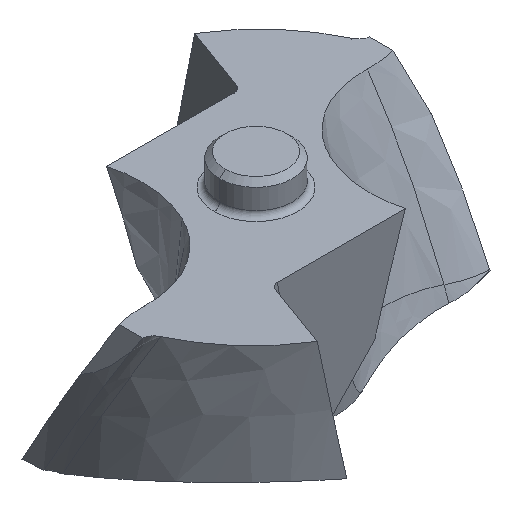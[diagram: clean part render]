
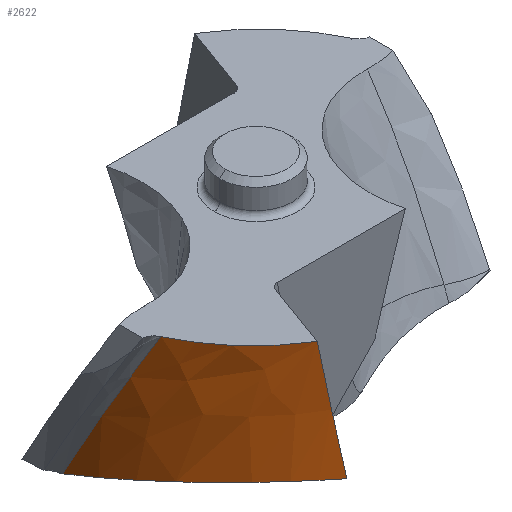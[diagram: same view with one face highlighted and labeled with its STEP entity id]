
A CAD part, isometric view. The second image highlights one B-rep face of the part: STEP entity #2622.
In plain terms, the highlighted free-form (B-spline) face has degree [3, 3] with [7, 5] control points.
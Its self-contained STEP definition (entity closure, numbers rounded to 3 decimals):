
#244=CARTESIAN_POINT('',(-2.796,-4.465,
0.));
#245=CARTESIAN_POINT('',(-3.149,-4.251,
0.));
#246=CARTESIAN_POINT('',(-3.958,-3.619,
0.));
#247=CARTESIAN_POINT('',(-4.554,-2.772,
0.));
#248=CARTESIAN_POINT('',(-4.811,-2.223,
0.));
#551=CARTESIAN_POINT('',(-5.301,-0.037,
-4.083));
#552=CARTESIAN_POINT('',(-5.3,-0.223,
-4.011));
#553=CARTESIAN_POINT('',(-5.279,-0.584,
-3.879));
#554=CARTESIAN_POINT('',(-5.195,-1.099,
-3.71));
#555=CARTESIAN_POINT('',(-5.067,-1.58,
-3.57));
#556=CARTESIAN_POINT('',(-4.899,-2.042,
-3.453));
#557=CARTESIAN_POINT('',(-4.641,-2.566,
-3.343));
#558=CARTESIAN_POINT('',(-4.341,-3.032,
-3.272));
#559=CARTESIAN_POINT('',(-4.009,-3.448,
-3.232));
#560=CARTESIAN_POINT('',(-3.631,-3.834,
-3.22));
#561=CARTESIAN_POINT('',(-3.203,-4.187,
-3.239));
#562=CARTESIAN_POINT('',(-2.75,-4.488,
-3.287));
#563=CARTESIAN_POINT('',(-2.428,-4.658,
-3.339));
#564=CARTESIAN_POINT('',(-2.262,-4.736,
-3.369));
#1017=CARTESIAN_POINT('',(-5.301,-0.037,
-4.083));
#1051=CARTESIAN_POINT('',(-5.301,-0.037,
-4.083));
#1052=CARTESIAN_POINT('',(-5.303,-0.463,
-3.284));
#1053=CARTESIAN_POINT('',(-5.21,-1.204,
-1.923));
#1054=CARTESIAN_POINT('',(-4.947,-1.93,
-0.562));
#1055=CARTESIAN_POINT('',(-4.811,-2.223,
0.));
#1060=CARTESIAN_POINT('',(-2.262,-4.736,
-3.369));
#1061=CARTESIAN_POINT('',(-2.28,-4.721,
-3.245));
#1062=CARTESIAN_POINT('',(-2.318,-4.691,
-2.987));
#1063=CARTESIAN_POINT('',(-2.378,-4.649,
-2.582));
#1064=CARTESIAN_POINT('',(-2.451,-4.607,
-2.115));
#1065=CARTESIAN_POINT('',(-2.518,-4.573,
-1.687));
#1066=CARTESIAN_POINT('',(-2.579,-4.546,
-1.311));
#1067=CARTESIAN_POINT('',(-2.646,-4.519,
-0.902));
#1068=CARTESIAN_POINT('',(-2.718,-4.492,
-0.467));
#1069=CARTESIAN_POINT('',(-2.769,-4.474,
-0.159));
#1070=CARTESIAN_POINT('',(-2.796,-4.465,
0.));
#1347=CARTESIAN_POINT('',(-2.796,-4.465,
0.));
#1348=VERTEX_POINT('',#1347);
#1349=VERTEX_POINT('',#248);
#1380=VERTEX_POINT('',#1017);
#1381=VERTEX_POINT('',#564);
#2579=CARTESIAN_POINT('',(-2.472,-4.684,
-4.124));
#2580=CARTESIAN_POINT('',(-2.156,-4.785,
-3.311));
#2581=CARTESIAN_POINT('',(-1.514,-4.976,
-1.924));
#2582=CARTESIAN_POINT('',(-0.697,-5.151,
-0.536));
#2583=CARTESIAN_POINT('',(-0.33,-5.216,
0.039));
#2584=CARTESIAN_POINT('',(-2.526,-4.655,
-4.124));
#2585=CARTESIAN_POINT('',(-2.211,-4.762,
-3.311));
#2586=CARTESIAN_POINT('',(-1.571,-4.961,
-1.924));
#2587=CARTESIAN_POINT('',(-0.756,-5.145,
-0.536));
#2588=CARTESIAN_POINT('',(-0.389,-5.213,
0.039));
#2589=CARTESIAN_POINT('',(-3.12,-4.33,
-4.124));
#2590=CARTESIAN_POINT('',(-2.819,-4.492,
-3.311));
#2591=CARTESIAN_POINT('',(-2.203,-4.786,
-1.924));
#2592=CARTESIAN_POINT('',(-1.412,-5.064,
-0.536));
#2593=CARTESIAN_POINT('',(-1.055,-5.172,
0.039));
#2594=CARTESIAN_POINT('',(-4.131,-3.489,
-4.124));
#2595=CARTESIAN_POINT('',(-3.877,-3.752,
-3.311));
#2596=CARTESIAN_POINT('',(-3.341,-4.218,
-1.924));
#2597=CARTESIAN_POINT('',(-2.63,-4.668,
-0.536));
#2598=CARTESIAN_POINT('',(-2.307,-4.847,
0.039));
#2599=CARTESIAN_POINT('',(-5.087,-1.849,
-4.124));
#2600=CARTESIAN_POINT('',(-4.946,-2.225,
-3.311));
#2601=CARTESIAN_POINT('',(-4.604,-2.884,
-1.924));
#2602=CARTESIAN_POINT('',(-4.087,-3.528,
-0.536));
#2603=CARTESIAN_POINT('',(-3.844,-3.786,
0.039));
#2604=CARTESIAN_POINT('',(-5.305,-0.595,
-4.124));
#2605=CARTESIAN_POINT('',(-5.262,-1.016,
-3.311));
#2606=CARTESIAN_POINT('',(-5.088,-1.751,
-1.924));
#2607=CARTESIAN_POINT('',(-4.738,-2.47,
-0.536));
#2608=CARTESIAN_POINT('',(-4.564,-2.761,
0.039));
#2609=CARTESIAN_POINT('',(-5.3,0.041,
-4.124));
#2610=CARTESIAN_POINT('',(-5.31,-0.393,
-3.311));
#2611=CARTESIAN_POINT('',(-5.224,-1.151,
-1.924));
#2612=CARTESIAN_POINT('',(-4.963,-1.893,
-0.536));
#2613=CARTESIAN_POINT('',(-4.825,-2.193,
0.039));
#2614=B_SPLINE_SURFACE_WITH_KNOTS('',3,3,((#2579,#2580,#2581,#2582,#2583),
(#2584,#2585,#2586,#2587,#2588),(#2589,#2590,#2591,#2592,#2593),(#2594,#2595,
#2596,#2597,#2598),(#2599,#2600,#2601,#2602,#2603),(#2604,#2605,#2606,#2607,
#2608),(#2609,#2610,#2611,#2612,#2613)),.UNSPECIFIED.,.F.,.F.,.F.,(4,1,1,1,4),
(4,1,4),(0.225,0.25,0.5,0.75,1.008),(
0.065,2.879,4.871),.UNSPECIFIED.);
#2615=ORIENTED_EDGE('',*,*,#1973,.F.);
#2616=ORIENTED_EDGE('',*,*,#2570,.T.);
#2617=ORIENTED_EDGE('',*,*,#1630,.F.);
#2619=ORIENTED_EDGE('',*,*,#2618,.F.);
#2620=EDGE_LOOP('',(#2615,#2616,#2617,#2619));
#2621=FACE_OUTER_BOUND('',#2620,.F.);
#249=B_SPLINE_CURVE_WITH_KNOTS('',3,(#244,#245,#246,#247,#248),.UNSPECIFIED.,
.F.,.F.,(4,1,4),(0.,0.405,1.),.UNSPECIFIED.);
#565=B_SPLINE_CURVE_WITH_KNOTS('',3,(#551,#552,#553,#554,#555,#556,#557,#558,
#559,#560,#561,#562,#563,#564),.UNSPECIFIED.,.F.,.F.,(4,1,1,1,1,1,1,1,1,1,1,4),(
0.,0.091,0.182,0.273,0.364,
0.455,0.545,0.636,0.727,
0.818,0.909,1.),.UNSPECIFIED.);
#1056=B_SPLINE_CURVE_WITH_KNOTS('',3,(#1051,#1052,#1053,#1054,#1055),
.UNSPECIFIED.,.F.,.F.,(4,1,4),(0.,0.587,1.),.UNSPECIFIED.);
#1071=B_SPLINE_CURVE_WITH_KNOTS('',3,(#1060,#1061,#1062,#1063,#1064,#1065,#1066,
#1067,#1068,#1069,#1070),.UNSPECIFIED.,.F.,.F.,(4,1,1,1,1,1,1,1,4),(0.,
0.125,0.25,0.375,0.5,0.625,0.75,0.875,1.),.UNSPECIFIED.);
#1630=EDGE_CURVE('',#1348,#1349,#249,.T.);
#1973=EDGE_CURVE('',#1380,#1381,#565,.T.);
#2570=EDGE_CURVE('',#1380,#1349,#1056,.T.);
#2618=EDGE_CURVE('',#1381,#1348,#1071,.T.);
#2622=ADVANCED_FACE('',(#2621),#2614,.F.);
